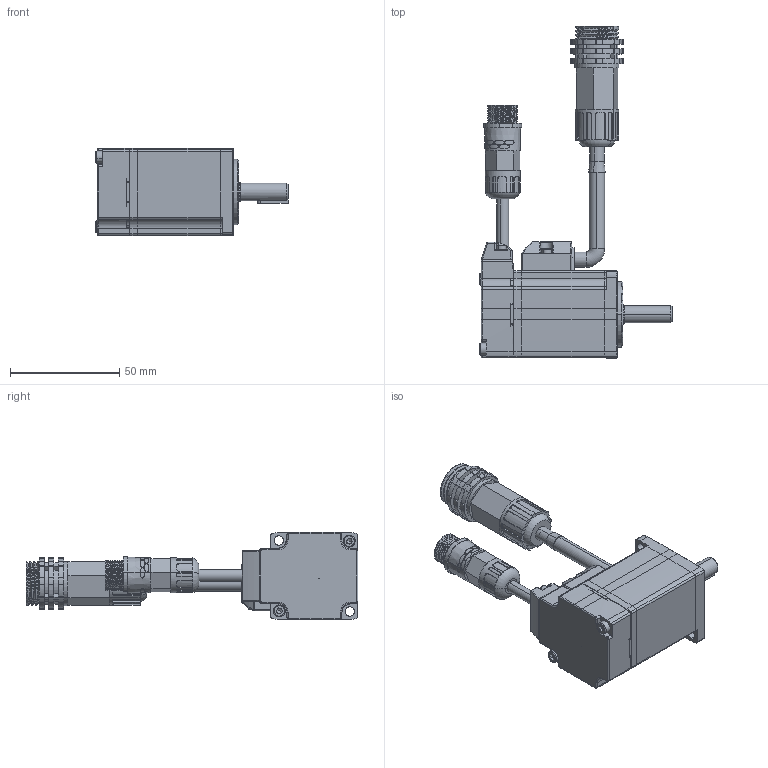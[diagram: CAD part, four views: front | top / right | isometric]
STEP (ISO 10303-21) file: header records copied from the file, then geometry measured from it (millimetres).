
FILE_DESCRIPTION (( 'STEP AP203' ), '1' );
FILE_NAME ('MXL-A5A0430LA222.STEP', '2022-08-04T05:00:54', ( '' ), ( '' ), 'SwSTEP 2.0', 'SolidWorks 2018', '' );
FILE_SCHEMA (( 'CONFIG_CONTROL_DESIGN' ));
Length unit declared in the file: millimetre
Products named in the file (1): MXL-A5A0430LA222
Bounding box: 88 x 151.99 x 40 mm (x, y, z)
Volume: 79924.1 mm3; surface area: 52265.5 mm2
Topology: 51 solids, 51 shells, 1713 faces, 4134 edges, 2558 vertices
Faces by surface type: plane 691, cylinder 592, cone 161, bspline 126, torus 110, sphere 33
Entity records: 71740 total; most frequent: CARTESIAN_POINT 32030, DIRECTION 8418, ORIENTED_EDGE 8164, EDGE_CURVE 4082, AXIS2_PLACEMENT_3D 3250, VERTEX_POINT 2554, VECTOR 1918, LINE 1918
